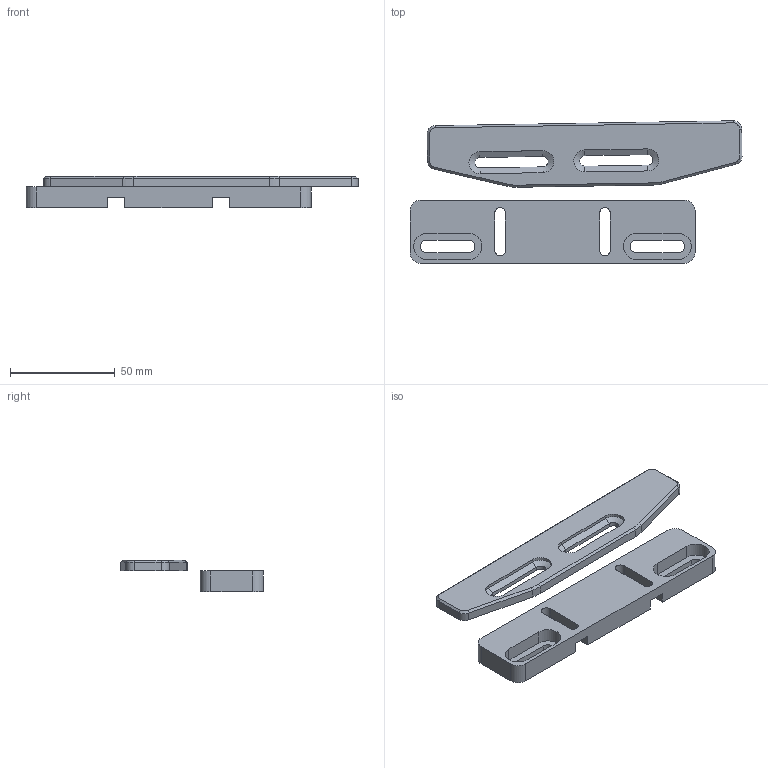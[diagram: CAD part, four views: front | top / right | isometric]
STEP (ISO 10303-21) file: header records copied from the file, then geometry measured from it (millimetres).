
FILE_DESCRIPTION(('STEP AP242'), '1');
FILE_NAME('厌铕赅 觇', '', ('UNSPECIFIED'), ('UNSPECIFIED'), 'C3D Converter', 'C3D Toolkit', '');
FILE_SCHEMA(('AP242_MANAGED_MODEL_BASED_3D_ENGINEERING_MIM_LF { 1 0 10303 442 1 1 4 }'));
Length unit declared in the file: millimetre
Assembly tree (2 placements, depth 2):
  (unnamed)
    (unnamed)
    (unnamed)
Bounding box: 158.35 x 67.91 x 15 mm (x, y, z)
Volume: 48704.7 mm3; surface area: 22343.3 mm2
Topology: 2 solids, 2 shells, 94 faces, 236 edges, 148 vertices
Faces by surface type: plane 54, cylinder 30, cone 10
Entity records: 2949 total; most frequent: DIRECTION 496, CARTESIAN_POINT 481, ORIENTED_EDGE 472, EDGE_CURVE 236, LINE 170, VECTOR 170, AXIS2_PLACEMENT_3D 163, VERTEX_POINT 148
